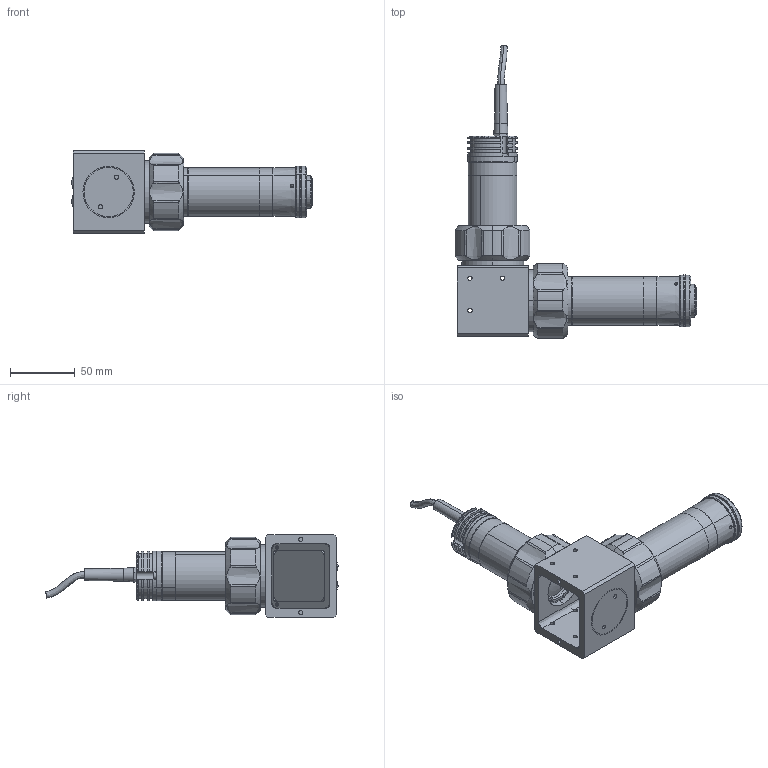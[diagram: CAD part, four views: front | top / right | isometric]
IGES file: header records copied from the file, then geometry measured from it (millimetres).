
Start section: SolidWorks IGES file using analytic representation for surfaces
Global section: file name: TCCXQ100.IGS; native system: SolidWorks 2013; preprocessor: SolidWorks 2013; author: User; date: 140711.160020; units: millimetre
Bounding box: 186.92 x 226.28 x 64 mm (x, y, z)
Surface area: 81380.3 mm2 (no closed solid volume)
Topology: 0 solids, 0 shells, 356 faces, 7644 edges, 7640 vertices
Faces by surface type: revolution 222, bspline 134
